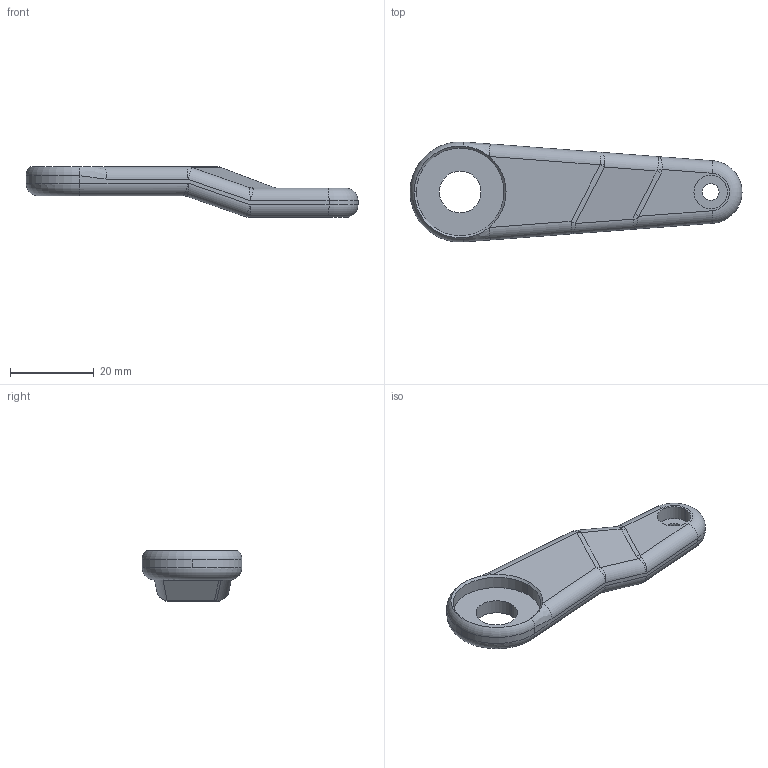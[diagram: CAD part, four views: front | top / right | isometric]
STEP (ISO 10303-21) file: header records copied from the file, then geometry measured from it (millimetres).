
FILE_DESCRIPTION (( 'STEP AP203' ), '1' );
FILE_NAME ('C粣牷裝.S', '2023-10-12T21:24:27', ( '' ), ( '' ), 'SwSTEP 2.0', 'SolidWorks 2021', '' );
FILE_SCHEMA (( 'CONFIG_CONTROL_DESIGN' ));
Length unit declared in the file: millimetre
Products named in the file (1): Cï¿½ï¿½Ò¡ï¿½          <r^$í§i÷€f:parseType="Resource">
\$ë§ ø–CÖáÒ¡¸Ë.S
Bounding box: 79.5 x 23.93 x 12.2 mm (x, y, z)
Volume: 8171.1 mm3; surface area: 4112.4 mm2
Topology: 1 solids, 1 shells, 61 faces, 139 edges, 77 vertices
Faces by surface type: cylinder 28, plane 10, bspline 10, sphere 5, cone 4, torus 4
Entity records: 1936 total; most frequent: CARTESIAN_POINT 557, DIRECTION 286, ORIENTED_EDGE 270, EDGE_CURVE 135, AXIS2_PLACEMENT_3D 118, VERTEX_POINT 77, CIRCLE 66, EDGE_LOOP 66
